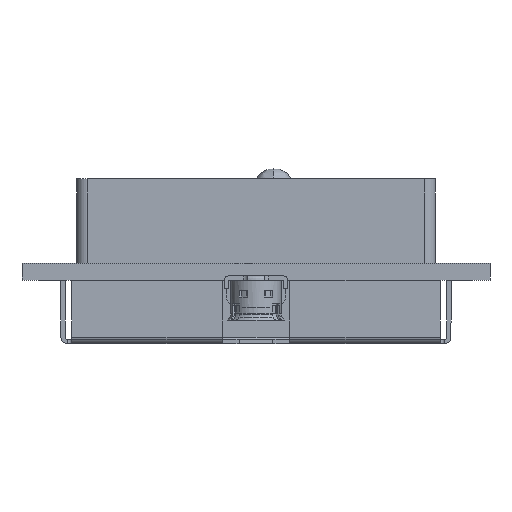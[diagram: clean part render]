
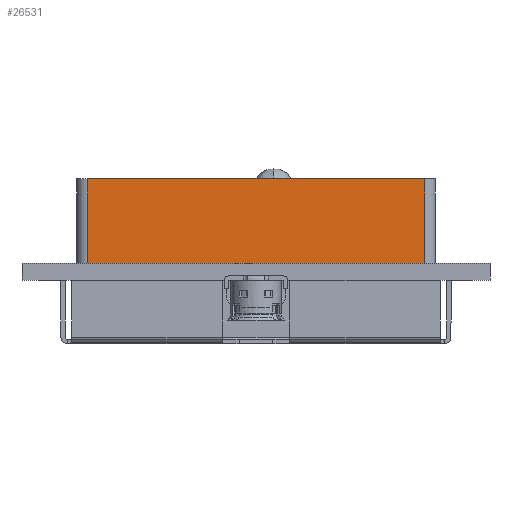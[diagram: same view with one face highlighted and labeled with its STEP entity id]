
A CAD part, front view. The second image highlights one B-rep face of the part: STEP entity #26531.
In plain terms, the highlighted face is planar.
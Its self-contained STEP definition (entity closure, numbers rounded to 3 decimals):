
#317 = CARTESIAN_POINT ( 'NONE',  ( 8., 0., 8.5 ) ) ;
#585 = VERTEX_POINT ( 'NONE', #20150 ) ;
#2206 = VERTEX_POINT ( 'NONE', #317 ) ;
#2218 = DIRECTION ( 'NONE',  ( 1., 0., 0. ) ) ;
#2314 = VECTOR ( 'NONE', #20310, 1000. ) ;
#2482 = PLANE ( 'NONE',  #32131 ) ;
#2955 = FACE_OUTER_BOUND ( 'NONE', #19392, .T. ) ;
#5081 = DIRECTION ( 'NONE',  ( -1., 0., 0. ) ) ;
#5249 = ORIENTED_EDGE ( 'NONE', *, *, #20985, .F. ) ;
#5323 = CARTESIAN_POINT ( 'NONE',  ( 8.5, 4., 8.5 ) ) ;
#5590 = CARTESIAN_POINT ( 'NONE',  ( 0., 0., 8.5 ) ) ;
#6398 = ORIENTED_EDGE ( 'NONE', *, *, #33813, .F. ) ;
#7914 = CARTESIAN_POINT ( 'NONE',  ( 8.5, 4., 8.5 ) ) ;
#10297 = CARTESIAN_POINT ( 'NONE',  ( -8., 4., 8.5 ) ) ;
#10766 = DIRECTION ( 'NONE',  ( 0., 0., -1. ) ) ;
#12483 = CARTESIAN_POINT ( 'NONE',  ( 8., 4., 8.5 ) ) ;
#13305 = VECTOR ( 'NONE', #29195, 1000. ) ;
#14369 = VECTOR ( 'NONE', #21582, 1000. ) ;
#14918 = EDGE_CURVE ( 'NONE', #17047, #29954, #20522, .T. ) ;
#15202 = LINE ( 'NONE', #5590, #14369 ) ;
#17047 = VERTEX_POINT ( 'NONE', #22516 ) ;
#18405 = ORIENTED_EDGE ( 'NONE', *, *, #14918, .F. ) ;
#19392 = EDGE_LOOP ( 'NONE', ( #18405, #22935, #6398, #5249 ) ) ;
#19933 = VECTOR ( 'NONE', #2218, 1000. ) ;
#20150 = CARTESIAN_POINT ( 'NONE',  ( 8., 4., 8.5 ) ) ;
#20310 = DIRECTION ( 'NONE',  ( 0., -1., 0. ) ) ;
#20522 = LINE ( 'NONE', #10297, #13305 ) ;
#20985 = EDGE_CURVE ( 'NONE', #29954, #585, #30100, .T. ) ;
#21582 = DIRECTION ( 'NONE',  ( 1., 0., 0. ) ) ;
#22516 = CARTESIAN_POINT ( 'NONE',  ( -8., 0., 8.5 ) ) ;
#22935 = ORIENTED_EDGE ( 'NONE', *, *, #30253, .T. ) ;
#26531 = ADVANCED_FACE ( 'NONE', ( #2955 ), #2482, .F. ) ;
#29195 = DIRECTION ( 'NONE',  ( 0., 1., 0. ) ) ;
#29486 = LINE ( 'NONE', #12483, #2314 ) ;
#29954 = VERTEX_POINT ( 'NONE', #31262 ) ;
#30100 = LINE ( 'NONE', #7914, #19933 ) ;
#30253 = EDGE_CURVE ( 'NONE', #17047, #2206, #15202, .T. ) ;
#31262 = CARTESIAN_POINT ( 'NONE',  ( -8., 4., 8.5 ) ) ;
#32131 = AXIS2_PLACEMENT_3D ( 'NONE', #5323, #10766, #5081 ) ;
#33813 = EDGE_CURVE ( 'NONE', #585, #2206, #29486, .T. ) ;
